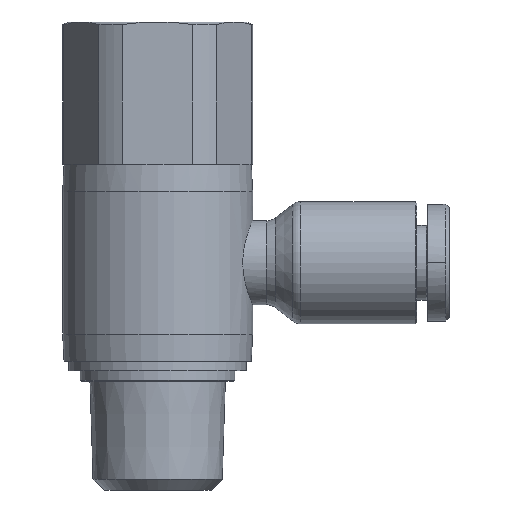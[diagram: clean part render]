
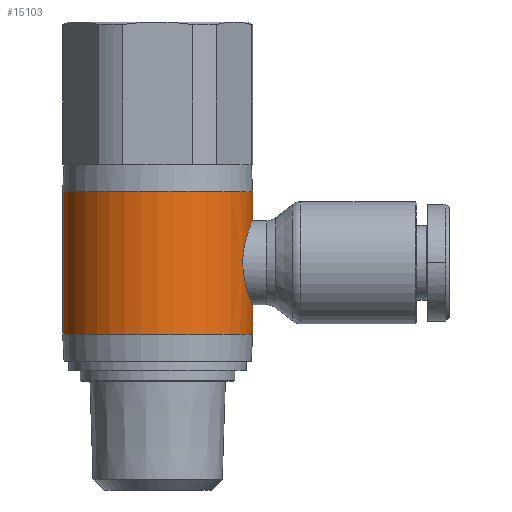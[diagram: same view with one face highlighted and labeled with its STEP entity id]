
A CAD part, front view. The second image highlights one B-rep face of the part: STEP entity #15103.
In plain terms, the highlighted cylindrical face has radius 7 mm (diameter 14 mm), a partial arc.
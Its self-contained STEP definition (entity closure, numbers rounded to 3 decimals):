
#343=CARTESIAN_POINT('',(-8.1,0.,3.1));
#344=VERTEX_POINT('',#343);
#352=CARTESIAN_POINT('',(-8.1,0.,-3.1));
#353=VERTEX_POINT('',#352);
#405=CARTESIAN_POINT('',(-8.1,0.,5.25));
#406=VERTEX_POINT('',#405);
#415=CARTESIAN_POINT('',(5.9,0.,5.25));
#416=VERTEX_POINT('',#415);
#503=CARTESIAN_POINT('',(-8.1,0.,-5.25));
#504=VERTEX_POINT('',#503);
#520=CARTESIAN_POINT('',(5.9,0.,-5.25));
#521=VERTEX_POINT('',#520);
#543=CARTESIAN_POINT('',(-8.1,0.,-5.25));
#544=DIRECTION('',(0.0,0.0,1.0));
#545=VECTOR('',#544,2.15);
#546=LINE('',#543,#545);
#547=EDGE_CURVE('',#504,#353,#546,.T.);
#550=CARTESIAN_POINT('',(5.9,0.,5.25));
#551=DIRECTION('',(0.0,0.0,-1.0));
#552=VECTOR('',#551,10.5);
#553=LINE('',#550,#552);
#554=EDGE_CURVE('',#416,#521,#553,.T.);
#557=CARTESIAN_POINT('',(-8.1,0.,3.1));
#558=DIRECTION('',(0.0,0.0,1.0));
#559=VECTOR('',#558,2.15);
#560=LINE('',#557,#559);
#561=EDGE_CURVE('',#344,#406,#560,.T.);
#15035=CARTESIAN_POINT('',(-1.1,0.,0.));
#15036=DIRECTION('',(0.,0.,1.0));
#15037=DIRECTION('',(-1.0,0.0,0.0));
#15038=AXIS2_PLACEMENT_3D('',#15035,#15036,#15037);
#15039=CYLINDRICAL_SURFACE('',#15038,7.0);
#15040=ORIENTED_EDGE('',*,*,#547,.T.);
#15041=CARTESIAN_POINT('',(-7.376,3.1,0.));
#15042=VERTEX_POINT('',#15041);
#15043=CARTESIAN_POINT('',(-7.376,3.1,0.));
#15044=CARTESIAN_POINT('',(-7.376,3.1,-0.198));
#15045=CARTESIAN_POINT('',(-7.386,3.081,-0.401));
#15046=CARTESIAN_POINT('',(-7.424,3.001,-0.804));
#15047=CARTESIAN_POINT('',(-7.453,2.94,-1.003));
#15048=CARTESIAN_POINT('',(-7.524,2.781,-1.384));
#15049=CARTESIAN_POINT('',(-7.567,2.683,-1.566));
#15050=CARTESIAN_POINT('',(-7.656,2.456,-1.902));
#15051=CARTESIAN_POINT('',(-7.703,2.328,-2.056));
#15052=CARTESIAN_POINT('',(-7.793,2.056,-2.328));
#15053=CARTESIAN_POINT('',(-7.839,1.902,-2.456));
#15054=CARTESIAN_POINT('',(-7.925,1.566,-2.683));
#15055=CARTESIAN_POINT('',(-7.964,1.384,-2.781));
#15056=CARTESIAN_POINT('',(-8.03,1.003,-2.94));
#15057=CARTESIAN_POINT('',(-8.057,0.804,-3.001));
#15058=CARTESIAN_POINT('',(-8.091,0.401,-3.081));
#15059=CARTESIAN_POINT('',(-8.1,0.197,-3.1));
#15060=CARTESIAN_POINT('',(-8.1,0.,-3.1));
#15061=B_SPLINE_CURVE_WITH_KNOTS('',3,(#15043,#15044,#15045,#15046,#15047,#15048,#15049,#15050,#15051,#15052,#15053,#15054,#15055,#15056,#15057,#15058,#15059,#15060),.UNSPECIFIED.,.F.,.U.,(4,2,2,2,2,2,2,2,4),(0.0,0.593,1.187,1.78,2.374,2.966,3.559,4.151,4.743),.UNSPECIFIED.);
#15062=EDGE_CURVE('',#15042,#353,#15061,.T.);
#15063=ORIENTED_EDGE('',*,*,#15062,.F.);
#15064=CARTESIAN_POINT('',(-8.1,0.,3.1));
#15065=CARTESIAN_POINT('',(-8.1,0.197,3.1));
#15066=CARTESIAN_POINT('',(-8.091,0.401,3.081));
#15067=CARTESIAN_POINT('',(-8.057,0.804,3.001));
#15068=CARTESIAN_POINT('',(-8.03,1.003,2.94));
#15069=CARTESIAN_POINT('',(-7.964,1.384,2.781));
#15070=CARTESIAN_POINT('',(-7.925,1.566,2.683));
#15071=CARTESIAN_POINT('',(-7.839,1.902,2.456));
#15072=CARTESIAN_POINT('',(-7.793,2.056,2.328));
#15073=CARTESIAN_POINT('',(-7.703,2.328,2.056));
#15074=CARTESIAN_POINT('',(-7.656,2.456,1.902));
#15075=CARTESIAN_POINT('',(-7.567,2.683,1.566));
#15076=CARTESIAN_POINT('',(-7.524,2.781,1.384));
#15077=CARTESIAN_POINT('',(-7.453,2.94,1.003));
#15078=CARTESIAN_POINT('',(-7.424,3.001,0.804));
#15079=CARTESIAN_POINT('',(-7.386,3.081,0.401));
#15080=CARTESIAN_POINT('',(-7.376,3.1,0.198));
#15081=CARTESIAN_POINT('',(-7.376,3.1,0.));
#15082=B_SPLINE_CURVE_WITH_KNOTS('',3,(#15064,#15065,#15066,#15067,#15068,#15069,#15070,#15071,#15072,#15073,#15074,#15075,#15076,#15077,#15078,#15079,#15080,#15081),.UNSPECIFIED.,.F.,.U.,(4,2,2,2,2,2,2,2,4),(14.23,14.823,15.415,16.008,16.6,17.194,17.787,18.381,18.974),.UNSPECIFIED.);
#15083=EDGE_CURVE('',#344,#15042,#15082,.T.);
#15084=ORIENTED_EDGE('',*,*,#15083,.F.);
#15085=ORIENTED_EDGE('',*,*,#561,.T.);
#15086=CARTESIAN_POINT('',(-1.1,0.,5.25));
#15087=DIRECTION('',(0.0,0.0,1.0));
#15088=DIRECTION('',(-1.0,0.0,0.0));
#15089=AXIS2_PLACEMENT_3D('',#15086,#15087,#15088);
#15090=CIRCLE('',#15089,7.);
#15091=EDGE_CURVE('',#416,#406,#15090,.T.);
#15092=ORIENTED_EDGE('',*,*,#15091,.F.);
#15093=ORIENTED_EDGE('',*,*,#554,.T.);
#15094=CARTESIAN_POINT('',(-1.1,0.,-5.25));
#15095=DIRECTION('',(0.0,0.0,1.0));
#15096=DIRECTION('',(-1.0,0.0,0.0));
#15097=AXIS2_PLACEMENT_3D('',#15094,#15095,#15096);
#15098=CIRCLE('',#15097,7.);
#15099=EDGE_CURVE('',#521,#504,#15098,.T.);
#15100=ORIENTED_EDGE('',*,*,#15099,.T.);
#15101=EDGE_LOOP('',(#15040,#15063,#15084,#15085,#15092,#15093,#15100));
#15102=FACE_OUTER_BOUND('',#15101,.T.);
#15103=ADVANCED_FACE('',(#15102),#15039,.T.);
